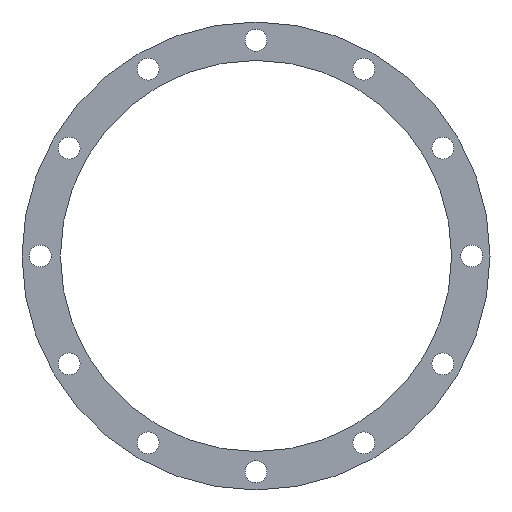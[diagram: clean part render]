
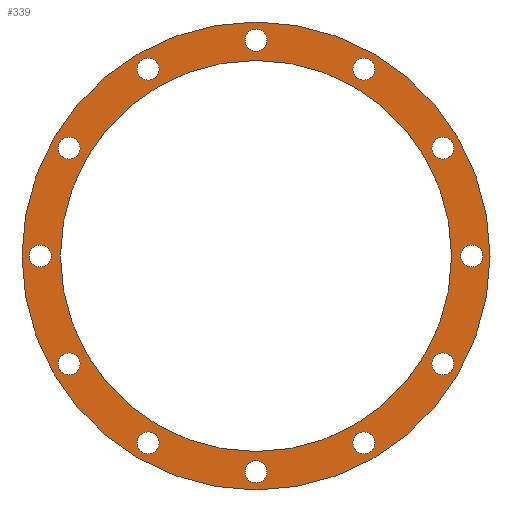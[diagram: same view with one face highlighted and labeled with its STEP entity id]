
A CAD part, front view. The second image highlights one B-rep face of the part: STEP entity #339.
In plain terms, the highlighted planar face has unit normal (0, -1, 0).
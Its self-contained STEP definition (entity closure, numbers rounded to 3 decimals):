
#15=FACE_BOUND('',#74,.T.);
#16=FACE_BOUND('',#75,.T.);
#17=FACE_BOUND('',#76,.T.);
#18=FACE_BOUND('',#77,.T.);
#19=FACE_BOUND('',#78,.T.);
#20=FACE_BOUND('',#79,.T.);
#21=FACE_BOUND('',#80,.T.);
#22=FACE_BOUND('',#81,.T.);
#23=FACE_BOUND('',#82,.T.);
#24=FACE_BOUND('',#83,.T.);
#25=FACE_BOUND('',#84,.T.);
#26=FACE_BOUND('',#85,.T.);
#27=FACE_BOUND('',#86,.T.);
#41=PLANE('',#397);
#57=FACE_OUTER_BOUND('',#73,.T.);
#73=EDGE_LOOP('',(#283));
#74=EDGE_LOOP('',(#284));
#75=EDGE_LOOP('',(#285));
#76=EDGE_LOOP('',(#286));
#77=EDGE_LOOP('',(#287));
#78=EDGE_LOOP('',(#288));
#79=EDGE_LOOP('',(#289));
#80=EDGE_LOOP('',(#290));
#81=EDGE_LOOP('',(#291));
#82=EDGE_LOOP('',(#292));
#83=EDGE_LOOP('',(#293));
#84=EDGE_LOOP('',(#294));
#85=EDGE_LOOP('',(#295));
#86=EDGE_LOOP('',(#296));
#129=CIRCLE('',#356,3.);
#131=CIRCLE('',#359,3.);
#133=CIRCLE('',#362,3.);
#135=CIRCLE('',#365,3.);
#137=CIRCLE('',#368,3.);
#139=CIRCLE('',#371,3.);
#141=CIRCLE('',#374,3.);
#143=CIRCLE('',#377,3.);
#145=CIRCLE('',#380,3.);
#147=CIRCLE('',#383,3.);
#149=CIRCLE('',#386,3.);
#151=CIRCLE('',#389,3.);
#153=CIRCLE('',#392,53.5);
#155=CIRCLE('',#395,64.);
#157=VERTEX_POINT('',#505);
#159=VERTEX_POINT('',#511);
#161=VERTEX_POINT('',#517);
#163=VERTEX_POINT('',#523);
#165=VERTEX_POINT('',#529);
#167=VERTEX_POINT('',#535);
#169=VERTEX_POINT('',#541);
#171=VERTEX_POINT('',#547);
#173=VERTEX_POINT('',#553);
#175=VERTEX_POINT('',#559);
#177=VERTEX_POINT('',#565);
#179=VERTEX_POINT('',#571);
#181=VERTEX_POINT('',#577);
#183=VERTEX_POINT('',#583);
#185=EDGE_CURVE('',#157,#157,#129,.T.);
#188=EDGE_CURVE('',#159,#159,#131,.T.);
#191=EDGE_CURVE('',#161,#161,#133,.T.);
#194=EDGE_CURVE('',#163,#163,#135,.T.);
#197=EDGE_CURVE('',#165,#165,#137,.T.);
#200=EDGE_CURVE('',#167,#167,#139,.T.);
#203=EDGE_CURVE('',#169,#169,#141,.T.);
#206=EDGE_CURVE('',#171,#171,#143,.T.);
#209=EDGE_CURVE('',#173,#173,#145,.T.);
#212=EDGE_CURVE('',#175,#175,#147,.T.);
#215=EDGE_CURVE('',#177,#177,#149,.T.);
#218=EDGE_CURVE('',#179,#179,#151,.T.);
#221=EDGE_CURVE('',#181,#181,#153,.T.);
#224=EDGE_CURVE('',#183,#183,#155,.T.);
#283=ORIENTED_EDGE('',*,*,#224,.T.);
#284=ORIENTED_EDGE('',*,*,#185,.T.);
#285=ORIENTED_EDGE('',*,*,#188,.T.);
#286=ORIENTED_EDGE('',*,*,#191,.T.);
#287=ORIENTED_EDGE('',*,*,#194,.T.);
#288=ORIENTED_EDGE('',*,*,#197,.T.);
#289=ORIENTED_EDGE('',*,*,#200,.T.);
#290=ORIENTED_EDGE('',*,*,#203,.T.);
#291=ORIENTED_EDGE('',*,*,#206,.T.);
#292=ORIENTED_EDGE('',*,*,#209,.T.);
#293=ORIENTED_EDGE('',*,*,#212,.T.);
#294=ORIENTED_EDGE('',*,*,#215,.T.);
#295=ORIENTED_EDGE('',*,*,#218,.T.);
#296=ORIENTED_EDGE('',*,*,#221,.T.);
#339=ADVANCED_FACE('',(#57,#15,#16,#17,#18,#19,#20,#21,#22,#23,#24,#25,
#26,#27),#41,.F.);
#356=AXIS2_PLACEMENT_3D('',#506,#403,#404);
#359=AXIS2_PLACEMENT_3D('',#512,#410,#411);
#362=AXIS2_PLACEMENT_3D('',#518,#417,#418);
#365=AXIS2_PLACEMENT_3D('',#524,#424,#425);
#368=AXIS2_PLACEMENT_3D('',#530,#431,#432);
#371=AXIS2_PLACEMENT_3D('',#536,#438,#439);
#374=AXIS2_PLACEMENT_3D('',#542,#445,#446);
#377=AXIS2_PLACEMENT_3D('',#548,#452,#453);
#380=AXIS2_PLACEMENT_3D('',#554,#459,#460);
#383=AXIS2_PLACEMENT_3D('',#560,#466,#467);
#386=AXIS2_PLACEMENT_3D('',#566,#473,#474);
#389=AXIS2_PLACEMENT_3D('',#572,#480,#481);
#392=AXIS2_PLACEMENT_3D('',#578,#487,#488);
#395=AXIS2_PLACEMENT_3D('',#584,#494,#495);
#397=AXIS2_PLACEMENT_3D('',#588,#499,#500);
#403=DIRECTION('center_axis',(0.,1.,0.));
#404=DIRECTION('ref_axis',(0.866,0.,0.5));
#410=DIRECTION('center_axis',(0.,1.,0.));
#411=DIRECTION('ref_axis',(0.5,0.,0.866));
#417=DIRECTION('center_axis',(0.,1.,0.));
#418=DIRECTION('ref_axis',(0.,0.,1.));
#424=DIRECTION('center_axis',(0.,1.,0.));
#425=DIRECTION('ref_axis',(-0.5,0.,0.866));
#431=DIRECTION('center_axis',(0.,1.,0.));
#432=DIRECTION('ref_axis',(-0.866,0.,0.5));
#438=DIRECTION('center_axis',(0.,1.,0.));
#439=DIRECTION('ref_axis',(-1.,0.,0.));
#445=DIRECTION('center_axis',(0.,1.,0.));
#446=DIRECTION('ref_axis',(-0.866,0.,-0.5));
#452=DIRECTION('center_axis',(0.,1.,0.));
#453=DIRECTION('ref_axis',(-0.5,0.,-0.866));
#459=DIRECTION('center_axis',(0.,1.,0.));
#460=DIRECTION('ref_axis',(0.,0.,-1.));
#466=DIRECTION('center_axis',(0.,1.,0.));
#467=DIRECTION('ref_axis',(0.5,0.,-0.866));
#473=DIRECTION('center_axis',(0.,1.,0.));
#474=DIRECTION('ref_axis',(0.866,0.,-0.5));
#480=DIRECTION('center_axis',(0.,1.,0.));
#481=DIRECTION('ref_axis',(1.,0.,0.));
#487=DIRECTION('center_axis',(0.,1.,0.));
#488=DIRECTION('ref_axis',(1.,0.,0.));
#494=DIRECTION('center_axis',(0.,-1.,0.));
#495=DIRECTION('ref_axis',(-1.,0.,0.));
#499=DIRECTION('center_axis',(0.,1.,0.));
#500=DIRECTION('ref_axis',(-1.,0.,0.));
#505=CARTESIAN_POINT('',(-243.087,-23.25,606.205));
#506=CARTESIAN_POINT('Origin',(-240.489,-23.25,607.705));
#511=CARTESIAN_POINT('',(-220.394,-23.25,626.702));
#512=CARTESIAN_POINT('Origin',(-218.894,-23.25,629.3));
#517=CARTESIAN_POINT('',(-210.989,-23.25,655.8));
#518=CARTESIAN_POINT('Origin',(-210.989,-23.25,658.8));
#523=CARTESIAN_POINT('',(-217.394,-23.25,685.702));
#524=CARTESIAN_POINT('Origin',(-218.894,-23.25,688.3));
#529=CARTESIAN_POINT('',(-237.891,-23.25,708.395));
#530=CARTESIAN_POINT('Origin',(-240.489,-23.25,709.895));
#535=CARTESIAN_POINT('',(-266.989,-23.25,717.8));
#536=CARTESIAN_POINT('Origin',(-269.989,-23.25,717.8));
#541=CARTESIAN_POINT('',(-296.891,-23.25,711.395));
#542=CARTESIAN_POINT('Origin',(-299.489,-23.25,709.895));
#547=CARTESIAN_POINT('',(-319.585,-23.25,690.898));
#548=CARTESIAN_POINT('Origin',(-321.085,-23.25,688.3));
#553=CARTESIAN_POINT('',(-328.989,-23.25,661.8));
#554=CARTESIAN_POINT('Origin',(-328.989,-23.25,658.8));
#559=CARTESIAN_POINT('',(-322.585,-23.25,631.898));
#560=CARTESIAN_POINT('Origin',(-321.085,-23.25,629.3));
#565=CARTESIAN_POINT('',(-302.087,-23.25,609.205));
#566=CARTESIAN_POINT('Origin',(-299.489,-23.25,607.705));
#571=CARTESIAN_POINT('',(-272.989,-23.25,599.8));
#572=CARTESIAN_POINT('Origin',(-269.989,-23.25,599.8));
#577=CARTESIAN_POINT('',(-323.489,-23.25,658.8));
#578=CARTESIAN_POINT('Origin',(-269.989,-23.25,658.8));
#583=CARTESIAN_POINT('',(-205.989,-23.25,658.8));
#584=CARTESIAN_POINT('Origin',(-269.989,-23.25,658.8));
#588=CARTESIAN_POINT('Origin',(-269.989,-23.25,658.8));
